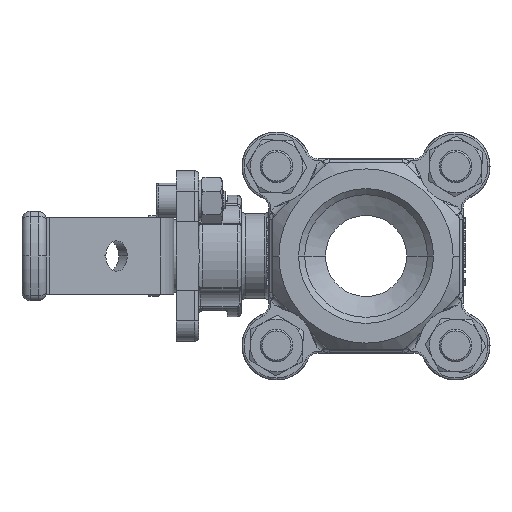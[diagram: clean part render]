
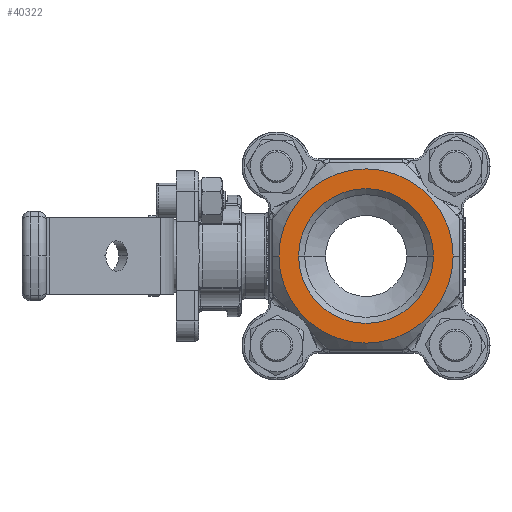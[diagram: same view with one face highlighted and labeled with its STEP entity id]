
A CAD part, left-side view. The second image highlights one B-rep face of the part: STEP entity #40322.
In plain terms, the highlighted planar face has unit normal (-1, 0, 0).
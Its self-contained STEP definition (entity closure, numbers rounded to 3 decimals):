
#4621 = VERTEX_POINT ( 'NONE', #6399 ) ;
#5343 = CARTESIAN_POINT ( 'NONE',  ( -43., 0., 0. ) ) ;
#6399 = CARTESIAN_POINT ( 'NONE',  ( -43., -16.645, 0. ) ) ;
#7574 = VERTEX_POINT ( 'NONE', #77818 ) ;
#8908 = EDGE_CURVE ( 'NONE', #30021, #36317, #10796, .T. ) ;
#10796 = CIRCLE ( 'NONE', #71701, 21.5 ) ;
#11953 = DIRECTION ( 'NONE',  ( 0., -1., 0. ) ) ;
#16414 = PLANE ( 'NONE',  #66879 ) ;
#16686 = DIRECTION ( 'NONE',  ( 1., 0., 0. ) ) ;
#17252 = CARTESIAN_POINT ( 'NONE',  ( -43., 0., 0. ) ) ;
#23739 = CARTESIAN_POINT ( 'NONE',  ( -43., 0., 0. ) ) ;
#23890 = DIRECTION ( 'NONE',  ( 0., -1., 0. ) ) ;
#24808 = EDGE_CURVE ( 'NONE', #36317, #30021, #25061, .T. ) ;
#25061 = CIRCLE ( 'NONE', #65048, 21.5 ) ;
#25888 = CIRCLE ( 'NONE', #42240, 16.645 ) ;
#26040 = CIRCLE ( 'NONE', #54917, 16.645 ) ;
#30021 = VERTEX_POINT ( 'NONE', #61963 ) ;
#30375 = DIRECTION ( 'NONE',  ( 0., -1., 0. ) ) ;
#32304 = ORIENTED_EDGE ( 'NONE', *, *, #8908, .F. ) ;
#34745 = DIRECTION ( 'NONE',  ( 1., 0., 0. ) ) ;
#36317 = VERTEX_POINT ( 'NONE', #65001 ) ;
#37306 = EDGE_LOOP ( 'NONE', ( #81497, #32304 ) ) ;
#40322 = ADVANCED_FACE ( 'NONE', ( #54453, #72085 ), #16414, .F. ) ;
#42240 = AXIS2_PLACEMENT_3D ( 'NONE', #74434, #34745, #81034 ) ;
#43245 = EDGE_CURVE ( 'NONE', #4621, #7574, #26040, .T. ) ;
#44038 = EDGE_CURVE ( 'NONE', #7574, #4621, #25888, .T. ) ;
#46937 = ORIENTED_EDGE ( 'NONE', *, *, #43245, .T. ) ;
#49694 = EDGE_LOOP ( 'NONE', ( #51968, #46937 ) ) ;
#51563 = DIRECTION ( 'NONE',  ( 1., 0., 0. ) ) ;
#51968 = ORIENTED_EDGE ( 'NONE', *, *, #44038, .T. ) ;
#54453 = FACE_BOUND ( 'NONE', #49694, .T. ) ;
#54917 = AXIS2_PLACEMENT_3D ( 'NONE', #17252, #63555, #23890 ) ;
#56287 = CARTESIAN_POINT ( 'NONE',  ( -43., 0., -17. ) ) ;
#61963 = CARTESIAN_POINT ( 'NONE',  ( -43., 21.5, 0. ) ) ;
#62966 = DIRECTION ( 'NONE',  ( 0., -1., 0. ) ) ;
#63555 = DIRECTION ( 'NONE',  ( 1., 0., 0. ) ) ;
#65001 = CARTESIAN_POINT ( 'NONE',  ( -43., -21.5, 0. ) ) ;
#65048 = AXIS2_PLACEMENT_3D ( 'NONE', #5343, #51563, #11953 ) ;
#66879 = AXIS2_PLACEMENT_3D ( 'NONE', #56287, #16686, #62966 ) ;
#70071 = DIRECTION ( 'NONE',  ( 1., 0., 0. ) ) ;
#71701 = AXIS2_PLACEMENT_3D ( 'NONE', #23739, #70071, #30375 ) ;
#72085 = FACE_OUTER_BOUND ( 'NONE', #37306, .T. ) ;
#74434 = CARTESIAN_POINT ( 'NONE',  ( -43., 0., 0. ) ) ;
#77818 = CARTESIAN_POINT ( 'NONE',  ( -43., 16.645, 0. ) ) ;
#81034 = DIRECTION ( 'NONE',  ( 0., -1., 0. ) ) ;
#81497 = ORIENTED_EDGE ( 'NONE', *, *, #24808, .F. ) ;
